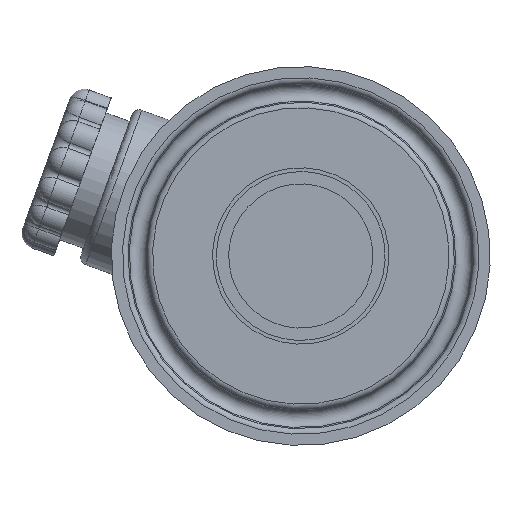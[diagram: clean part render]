
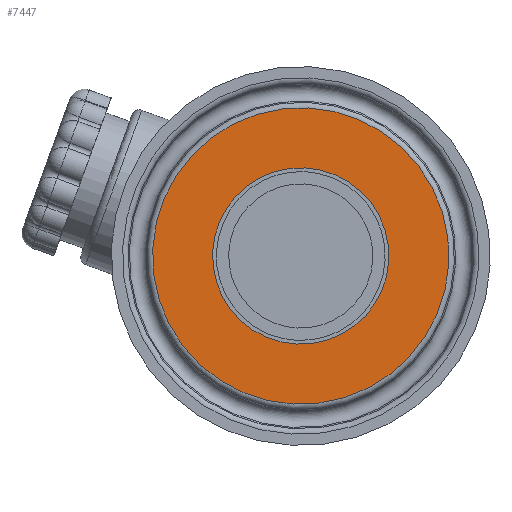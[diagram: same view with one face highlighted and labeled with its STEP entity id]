
A CAD part, front view. The second image highlights one B-rep face of the part: STEP entity #7447.
In plain terms, the highlighted planar face has unit normal (0, -1, 0).
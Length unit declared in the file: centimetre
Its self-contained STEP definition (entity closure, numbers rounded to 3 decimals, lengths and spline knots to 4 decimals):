
#628=FACE_BOUND('',#1159,.T.);
#678=FACE_OUTER_BOUND('',#1158,.T.);
#1158=EDGE_LOOP('',(#4720));
#1159=EDGE_LOOP('',(#4721));
#2250=CIRCLE('',#7941,1.175);
#2253=CIRCLE('',#7947,1.9747);
#2915=VERTEX_POINT('',#11539);
#2918=VERTEX_POINT('',#11548);
#3602=EDGE_CURVE('',#2915,#2915,#2250,.T.);
#3605=EDGE_CURVE('',#2918,#2918,#2253,.T.);
#4720=ORIENTED_EDGE('',*,*,#3605,.F.);
#4721=ORIENTED_EDGE('',*,*,#3602,.T.);
#6881=PLANE('',#7946);
#7447=ADVANCED_FACE('',(#678,#628),#6881,.T.);
#7941=AXIS2_PLACEMENT_3D('',#11540,#9004,#9005);
#7946=AXIS2_PLACEMENT_3D('',#11547,#9014,#9015);
#7947=AXIS2_PLACEMENT_3D('',#11549,#9016,#9017);
#9004=DIRECTION('center_axis',(0.,1.,0.));
#9005=DIRECTION('ref_axis',(0.455,0.,-0.891));
#9014=DIRECTION('center_axis',(0.,-1.,0.));
#9015=DIRECTION('ref_axis',(0.455,0.,-0.891));
#9016=DIRECTION('center_axis',(0.,1.,0.));
#9017=DIRECTION('ref_axis',(0.891,0.,0.455));
#11539=CARTESIAN_POINT('',(-0.0335,-0.0556,-0.6153));
#11540=CARTESIAN_POINT('Origin',(-0.568,-0.0556,
0.431));
#11547=CARTESIAN_POINT('Origin',(0.7587,-0.0556,
1.1088));
#11548=CARTESIAN_POINT('',(1.1905,-0.0556,1.3294));
#11549=CARTESIAN_POINT('Origin',(-0.568,-0.0556,
0.431));
